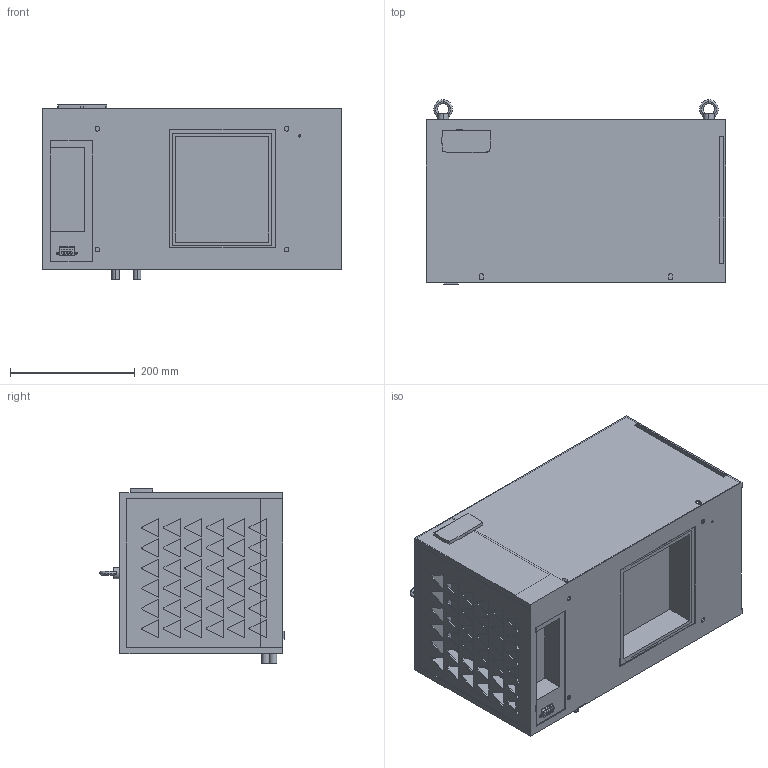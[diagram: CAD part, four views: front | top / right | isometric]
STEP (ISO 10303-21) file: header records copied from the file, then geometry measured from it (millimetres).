
FILE_DESCRIPTION(('STEP AP242'),'1');
FILE_NAME('nsycu400rul.stp','2021-09-28T16:02:48',('TraceParts'),('TraceParts S.A.'),'Spatial InterOp 3D',' ',' ');
FILE_SCHEMA(('AP242_MANAGED_MODEL_BASED_3D_ENGINEERING_MIM_LF {1 0 10303 442 1 1 4}'));
Length unit declared in the file: millimetre
Products named in the file (1): nsycu400rul
Bounding box: 481.3 x 295.9 x 279.63 mm (x, y, z)
Volume: 1897945 mm3; surface area: 1393465 mm2
Topology: 1 solids, 1 shells, 566 faces, 1622 edges, 1078 vertices
Faces by surface type: plane 345, extrusion 151, cylinder 54, torus 16
Entity records: 19890 total; most frequent: CARTESIAN_POINT 5254, ORIENTED_EDGE 3244, DIRECTION 2417, EDGE_CURVE 1622, VECTOR 1309, LINE 1158, VERTEX_POINT 1078, EDGE_LOOP 744
